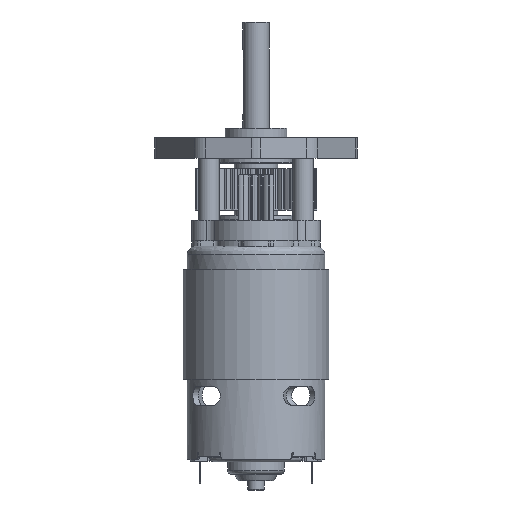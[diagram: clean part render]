
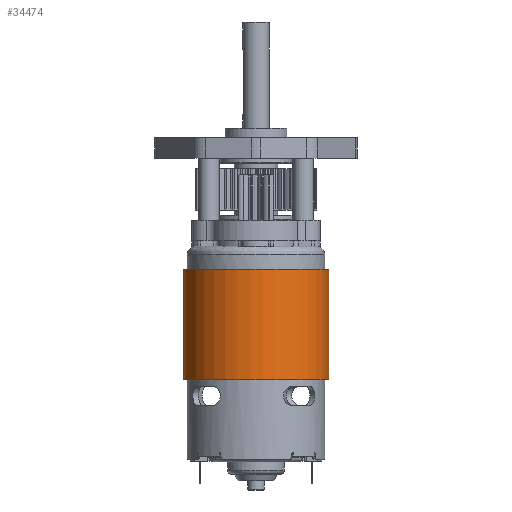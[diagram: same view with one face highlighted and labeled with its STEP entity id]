
A CAD part, left-side view. The second image highlights one B-rep face of the part: STEP entity #34474.
In plain terms, the highlighted cylindrical face has radius 22.416 mm (diameter 44.831 mm), a partial arc.
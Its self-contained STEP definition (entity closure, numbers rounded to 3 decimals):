
#932 = DIRECTION ( 'NONE',  ( -1., 0., 0. ) ) ;
#3938 = CARTESIAN_POINT ( 'NONE',  ( 104.501, 0., 0. ) ) ;
#4027 = ORIENTED_EDGE ( 'NONE', *, *, #27587, .T. ) ;
#4345 = CARTESIAN_POINT ( 'NONE',  ( 41.1, -5.808, 21.65 ) ) ;
#5770 = AXIS2_PLACEMENT_3D ( 'NONE', #3938, #932, #13424 ) ;
#6935 = AXIS2_PLACEMENT_3D ( 'NONE', #37125, #37095, #37089 ) ;
#12142 = CARTESIAN_POINT ( 'NONE',  ( 7.1, -5.808, 21.65 ) ) ;
#13424 = DIRECTION ( 'NONE',  ( 0., 0., 1. ) ) ;
#13615 = EDGE_LOOP ( 'NONE', ( #22503, #33928, #4027, #37273 ) ) ;
#14540 = VECTOR ( 'NONE', #36855, 1000. ) ;
#14577 = LINE ( 'NONE', #37251, #14540 ) ;
#14769 = CIRCLE ( 'NONE', #6935, 22.416 ) ;
#15296 = LINE ( 'NONE', #37643, #15339 ) ;
#15339 = VECTOR ( 'NONE', #37634, 1000. ) ;
#16190 = CIRCLE ( 'NONE', #20115, 22.416 ) ;
#16851 = CARTESIAN_POINT ( 'NONE',  ( 41.1, 5.808, 21.65 ) ) ;
#18204 = CYLINDRICAL_SURFACE ( 'NONE', #5770, 22.416 ) ;
#20115 = AXIS2_PLACEMENT_3D ( 'NONE', #38987, #38944, #38882 ) ;
#22100 = FACE_OUTER_BOUND ( 'NONE', #13615, .T. ) ;
#22503 = ORIENTED_EDGE ( 'NONE', *, *, #27519, .F. ) ;
#26670 = VERTEX_POINT ( 'NONE', #16851 ) ;
#27519 = EDGE_CURVE ( 'NONE', #27553, #28433, #16190, .T. ) ;
#27553 = VERTEX_POINT ( 'NONE', #38164 ) ;
#27566 = EDGE_CURVE ( 'NONE', #26670, #27553, #15296, .T. ) ;
#27587 = EDGE_CURVE ( 'NONE', #26670, #28690, #14769, .T. ) ;
#27644 = EDGE_CURVE ( 'NONE', #28690, #28433, #14577, .T. ) ;
#28433 = VERTEX_POINT ( 'NONE', #12142 ) ;
#28690 = VERTEX_POINT ( 'NONE', #4345 ) ;
#33928 = ORIENTED_EDGE ( 'NONE', *, *, #27566, .F. ) ;
#34474 = ADVANCED_FACE ( 'NONE', ( #22100 ), #18204, .T. ) ;
#36855 = DIRECTION ( 'NONE',  ( -1., 0., 0. ) ) ;
#37089 = DIRECTION ( 'NONE',  ( 0., 0., -1. ) ) ;
#37095 = DIRECTION ( 'NONE',  ( -1., 0., 0. ) ) ;
#37125 = CARTESIAN_POINT ( 'NONE',  ( 41.1, 0., 0. ) ) ;
#37251 = CARTESIAN_POINT ( 'NONE',  ( 75.2, -5.808, 21.65 ) ) ;
#37273 = ORIENTED_EDGE ( 'NONE', *, *, #27644, .T. ) ;
#37634 = DIRECTION ( 'NONE',  ( -1., 0., 0. ) ) ;
#37643 = CARTESIAN_POINT ( 'NONE',  ( 75.2, 5.808, 21.65 ) ) ;
#38164 = CARTESIAN_POINT ( 'NONE',  ( 7.1, 5.808, 21.65 ) ) ;
#38882 = DIRECTION ( 'NONE',  ( 0., 0., 1. ) ) ;
#38944 = DIRECTION ( 'NONE',  ( -1., 0., 0. ) ) ;
#38987 = CARTESIAN_POINT ( 'NONE',  ( 7.1, 0., 0. ) ) ;
